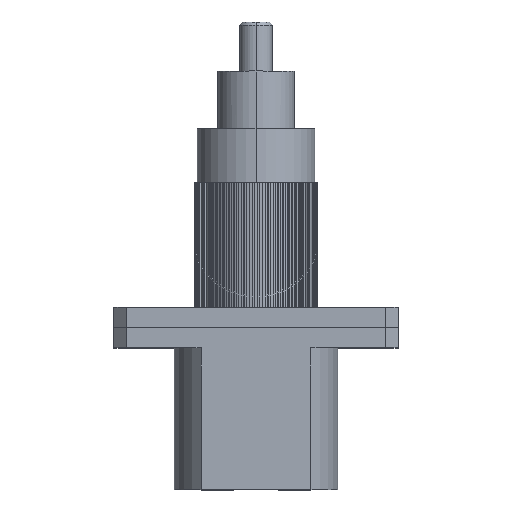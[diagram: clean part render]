
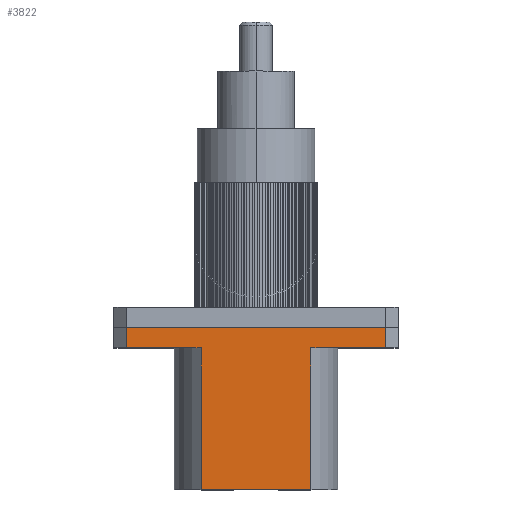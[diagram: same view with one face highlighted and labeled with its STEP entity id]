
A CAD part, top view. The second image highlights one B-rep face of the part: STEP entity #3822.
In plain terms, the highlighted planar face has unit normal (0, 0, 1).
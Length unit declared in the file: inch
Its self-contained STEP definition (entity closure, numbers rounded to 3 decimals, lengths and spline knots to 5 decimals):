
#356 = CARTESIAN_POINT ( 'NONE',  ( 0.39563, -0.125, 0.185 ) ) ;
#605 = DIRECTION ( 'NONE',  ( 0., -1., 0. ) ) ;
#689 = CARTESIAN_POINT ( 'NONE',  ( 0.39563, -0.0635, 0.185 ) ) ;
#724 = CARTESIAN_POINT ( 'NONE',  ( -0.39563, -0.125, 0.185 ) ) ;
#964 = LINE ( 'NONE', #11277, #4039 ) ;
#1246 = ORIENTED_EDGE ( 'NONE', *, *, #3857, .T. ) ;
#1281 = CARTESIAN_POINT ( 'NONE',  ( 0.16815, -0.559, 0.185 ) ) ;
#1415 = EDGE_CURVE ( 'NONE', #1913, #5864, #14351, .T. ) ;
#1491 = EDGE_CURVE ( 'NONE', #5870, #1913, #5511, .T. ) ;
#1501 = EDGE_LOOP ( 'NONE', ( #6298, #9904, #11045, #6500, #5725, #6490, #12274, #1246 ) ) ;
#1506 = DIRECTION ( 'NONE',  ( -1., 0., 0. ) ) ;
#1913 = VERTEX_POINT ( 'NONE', #9890 ) ;
#2051 = VECTOR ( 'NONE', #12686, 39.37008 ) ;
#2278 = VERTEX_POINT ( 'NONE', #689 ) ;
#2313 = VERTEX_POINT ( 'NONE', #11088 ) ;
#2694 = LINE ( 'NONE', #356, #11147 ) ;
#2734 = VECTOR ( 'NONE', #11749, 39.37008 ) ;
#2816 = LINE ( 'NONE', #3827, #5929 ) ;
#3822 = ADVANCED_FACE ( 'NONE', ( #6167 ), #7464, .F. ) ;
#3827 = CARTESIAN_POINT ( 'NONE',  ( -0.435, -0.125, 0.185 ) ) ;
#3857 = EDGE_CURVE ( 'NONE', #11466, #2278, #2694, .T. ) ;
#3920 = LINE ( 'NONE', #7580, #14374 ) ;
#4008 = VERTEX_POINT ( 'NONE', #5377 ) ;
#4025 = CARTESIAN_POINT ( 'NONE',  ( -0.16815, -0.559, 0.185 ) ) ;
#4039 = VECTOR ( 'NONE', #6577, 39.37008 ) ;
#4203 = EDGE_CURVE ( 'NONE', #4008, #2278, #964, .T. ) ;
#4403 = CARTESIAN_POINT ( 'NONE',  ( -0.16815, -0.559, 0.185 ) ) ;
#4582 = VERTEX_POINT ( 'NONE', #13202 ) ;
#4598 = LINE ( 'NONE', #4025, #6407 ) ;
#4911 = EDGE_CURVE ( 'NONE', #11466, #4582, #2816, .T. ) ;
#5377 = CARTESIAN_POINT ( 'NONE',  ( -0.39563, -0.0635, 0.185 ) ) ;
#5511 = LINE ( 'NONE', #9080, #2051 ) ;
#5530 = CARTESIAN_POINT ( 'NONE',  ( 0.39563, -0.125, 0.185 ) ) ;
#5725 = ORIENTED_EDGE ( 'NONE', *, *, #14999, .F. ) ;
#5864 = VERTEX_POINT ( 'NONE', #724 ) ;
#5870 = VERTEX_POINT ( 'NONE', #4403 ) ;
#5929 = VECTOR ( 'NONE', #6069, 39.37008 ) ;
#6069 = DIRECTION ( 'NONE',  ( -1., 0., 0. ) ) ;
#6167 = FACE_OUTER_BOUND ( 'NONE', #1501, .T. ) ;
#6211 = DIRECTION ( 'NONE',  ( -1., 0., 0. ) ) ;
#6298 = ORIENTED_EDGE ( 'NONE', *, *, #4203, .F. ) ;
#6407 = VECTOR ( 'NONE', #6211, 39.37008 ) ;
#6490 = ORIENTED_EDGE ( 'NONE', *, *, #12375, .T. ) ;
#6500 = ORIENTED_EDGE ( 'NONE', *, *, #1491, .F. ) ;
#6577 = DIRECTION ( 'NONE',  ( 1., 0., 0. ) ) ;
#6598 = CARTESIAN_POINT ( 'NONE',  ( -0.435, -0.125, 0.185 ) ) ;
#7067 = AXIS2_PLACEMENT_3D ( 'NONE', #6598, #9642, #1506 ) ;
#7464 = PLANE ( 'NONE',  #7067 ) ;
#7580 = CARTESIAN_POINT ( 'NONE',  ( -0.39563, -0.125, 0.185 ) ) ;
#8248 = VECTOR ( 'NONE', #13858, 39.37008 ) ;
#8901 = LINE ( 'NONE', #1281, #2734 ) ;
#8930 = CARTESIAN_POINT ( 'NONE',  ( -0.435, -0.125, 0.185 ) ) ;
#9080 = CARTESIAN_POINT ( 'NONE',  ( -0.16815, -0.559, 0.185 ) ) ;
#9642 = DIRECTION ( 'NONE',  ( 0., 0., -1. ) ) ;
#9890 = CARTESIAN_POINT ( 'NONE',  ( -0.16815, -0.125, 0.185 ) ) ;
#9904 = ORIENTED_EDGE ( 'NONE', *, *, #10725, .T. ) ;
#10725 = EDGE_CURVE ( 'NONE', #4008, #5864, #3920, .T. ) ;
#11045 = ORIENTED_EDGE ( 'NONE', *, *, #1415, .F. ) ;
#11088 = CARTESIAN_POINT ( 'NONE',  ( 0.16815, -0.559, 0.185 ) ) ;
#11147 = VECTOR ( 'NONE', #12191, 39.37008 ) ;
#11277 = CARTESIAN_POINT ( 'NONE',  ( -0.435, -0.0635, 0.185 ) ) ;
#11466 = VERTEX_POINT ( 'NONE', #5530 ) ;
#11749 = DIRECTION ( 'NONE',  ( 0., 1., 0. ) ) ;
#12191 = DIRECTION ( 'NONE',  ( 0., 1., 0. ) ) ;
#12274 = ORIENTED_EDGE ( 'NONE', *, *, #4911, .F. ) ;
#12375 = EDGE_CURVE ( 'NONE', #2313, #4582, #8901, .T. ) ;
#12686 = DIRECTION ( 'NONE',  ( 0., 1., 0. ) ) ;
#13202 = CARTESIAN_POINT ( 'NONE',  ( 0.16815, -0.125, 0.185 ) ) ;
#13858 = DIRECTION ( 'NONE',  ( -1., 0., 0. ) ) ;
#14351 = LINE ( 'NONE', #8930, #8248 ) ;
#14374 = VECTOR ( 'NONE', #605, 39.37008 ) ;
#14999 = EDGE_CURVE ( 'NONE', #2313, #5870, #4598, .T. ) ;
